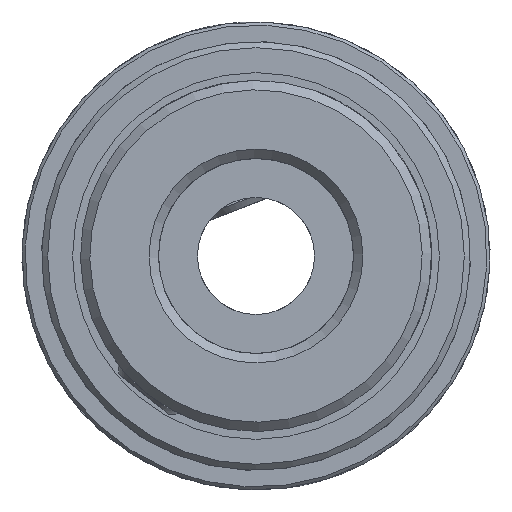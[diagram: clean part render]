
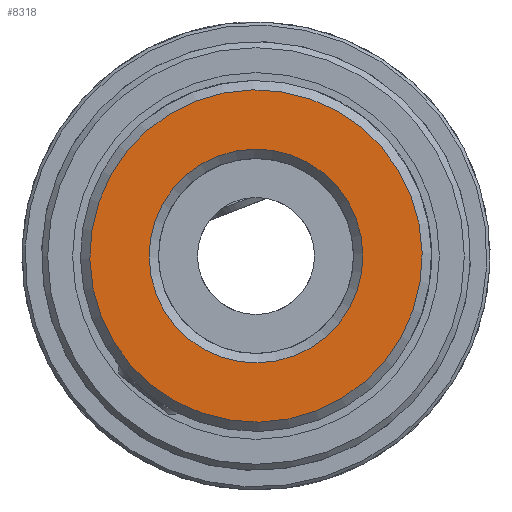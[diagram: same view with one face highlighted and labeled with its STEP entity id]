
A CAD part, front view. The second image highlights one B-rep face of the part: STEP entity #8318.
In plain terms, the highlighted face is planar.
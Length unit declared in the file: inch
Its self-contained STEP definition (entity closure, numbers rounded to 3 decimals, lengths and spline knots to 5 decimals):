
#8287=CARTESIAN_POINT('',(0.3425,0.1875,0.));
#8288=VERTEX_POINT('',#8287);
#8289=CARTESIAN_POINT('',(0.,0.1875,0.0));
#8290=DIRECTION('',(0.0,1.0,0.0));
#8291=DIRECTION('',(-1.0,0.0,0.0));
#8292=AXIS2_PLACEMENT_3D('',#8289,#8290,#8291);
#8293=CIRCLE('',#8292,0.3425);
#8294=EDGE_CURVE('',#8288,#8288,#8293,.T.);
#8299=CARTESIAN_POINT('',(0.4375,0.1875,0.0));
#8300=DIRECTION('',(0.0,1.0,0.0));
#8301=DIRECTION('',(0.0,0.0,1.0));
#8302=AXIS2_PLACEMENT_3D('',#8299,#8300,#8301);
#8303=PLANE('',#8302);
#8304=CARTESIAN_POINT('',(0.5325,0.1875,0.));
#8305=VERTEX_POINT('',#8304);
#8306=CARTESIAN_POINT('',(0.,0.1875,0.0));
#8307=DIRECTION('',(0.0,-1.0,0.0));
#8308=DIRECTION('',(-1.0,0.0,0.0));
#8309=AXIS2_PLACEMENT_3D('',#8306,#8307,#8308);
#8310=CIRCLE('',#8309,0.5325);
#8311=EDGE_CURVE('',#8305,#8305,#8310,.T.);
#8312=ORIENTED_EDGE('',*,*,#8311,.F.);
#8313=EDGE_LOOP('',(#8312));
#8314=FACE_OUTER_BOUND('',#8313,.T.);
#8315=ORIENTED_EDGE('',*,*,#8294,.F.);
#8316=EDGE_LOOP('',(#8315));
#8317=FACE_BOUND('',#8316,.T.);
#8318=ADVANCED_FACE('',(#8314,#8317),#8303,.T.);
